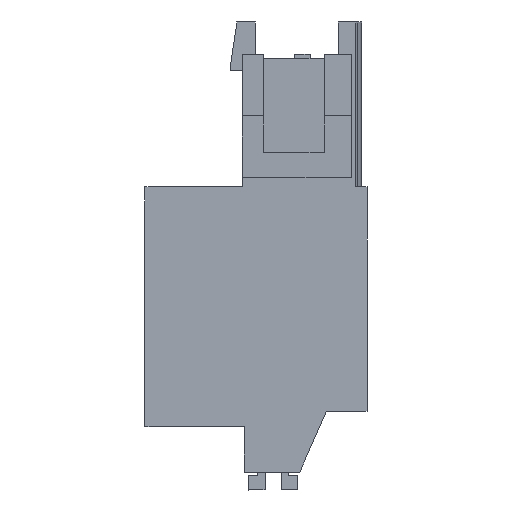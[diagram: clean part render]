
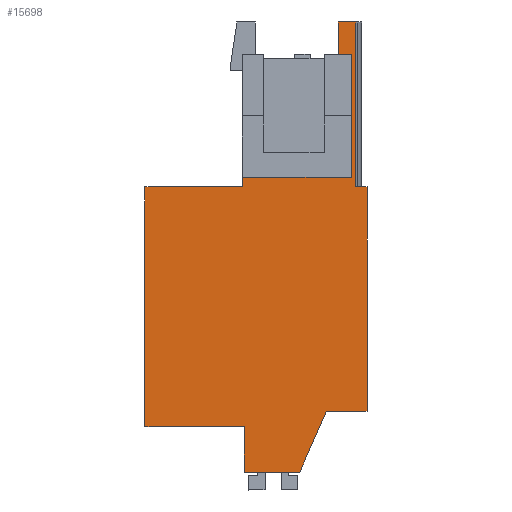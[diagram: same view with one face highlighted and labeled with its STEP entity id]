
A CAD part, left-side view. The second image highlights one B-rep face of the part: STEP entity #15698.
In plain terms, the highlighted planar face has unit normal (-1, 0, 0).
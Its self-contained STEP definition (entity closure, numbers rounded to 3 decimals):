
#15642=AXIS2_PLACEMENT_3D('Plane Axis2P3D',#15639,#15640,#15641) ;
#129=CARTESIAN_POINT('Vertex',(0.975,7.85,4.043)) ;
#323=CARTESIAN_POINT('Vertex',(0.975,7.85,1.143)) ;
#326=CARTESIAN_POINT('Line Origine',(0.975,7.85,2.593)) ;
#451=CARTESIAN_POINT('Vertex',(0.975,0.,5.043)) ;
#454=CARTESIAN_POINT('Line Origine',(0.975,1.3,5.043)) ;
#458=CARTESIAN_POINT('Vertex',(0.975,2.6,5.043)) ;
#1132=CARTESIAN_POINT('Vertex',(0.975,14.2,4.043)) ;
#1140=CARTESIAN_POINT('Line Origine',(0.975,11.025,4.043)) ;
#1983=CARTESIAN_POINT('Vertex',(0.975,0.,19.383)) ;
#1986=CARTESIAN_POINT('Line Origine',(0.975,0.,12.213)) ;
#2664=CARTESIAN_POINT('Vertex',(0.975,14.2,19.383)) ;
#2667=CARTESIAN_POINT('Line Origine',(0.975,14.2,11.713)) ;
#3481=CARTESIAN_POINT('Vertex',(0.975,7.968,19.383)) ;
#3484=CARTESIAN_POINT('Line Origine',(0.975,11.084,19.383)) ;
#3585=CARTESIAN_POINT('Line Origine',(0.975,7.968,19.96)) ;
#3589=CARTESIAN_POINT('Vertex',(0.975,7.968,20.538)) ;
#4110=CARTESIAN_POINT('Vertex',(0.975,1.848,29.933)) ;
#4113=CARTESIAN_POINT('Line Origine',(0.975,1.285,29.933)) ;
#4117=CARTESIAN_POINT('Vertex',(0.975,0.723,29.933)) ;
#4552=CARTESIAN_POINT('Vertex',(0.975,0.723,19.383)) ;
#4555=CARTESIAN_POINT('Line Origine',(0.975,0.361,19.383)) ;
#15613=CARTESIAN_POINT('Line Origine',(0.975,3.45,3.093)) ;
#15617=CARTESIAN_POINT('Vertex',(0.975,4.3,1.143)) ;
#15639=CARTESIAN_POINT('Axis2P3D Location',(0.975,6.8,19.383)) ;
#15644=CARTESIAN_POINT('Line Origine',(0.975,0.723,24.658)) ;
#15649=CARTESIAN_POINT('Line Origine',(0.975,1.848,28.63)) ;
#15653=CARTESIAN_POINT('Vertex',(0.975,1.848,27.328)) ;
#15656=CARTESIAN_POINT('Line Origine',(0.975,1.423,27.328)) ;
#15660=CARTESIAN_POINT('Vertex',(0.975,0.998,27.328)) ;
#15663=CARTESIAN_POINT('Line Origine',(0.975,0.998,23.933)) ;
#15667=CARTESIAN_POINT('Vertex',(0.975,0.998,20.538)) ;
#15670=CARTESIAN_POINT('Line Origine',(0.975,4.483,20.538)) ;
#15675=CARTESIAN_POINT('Line Origine',(0.975,6.075,1.143)) ;
#327=DIRECTION('Vector Direction',(0.,0.,-1.)) ;
#455=DIRECTION('Vector Direction',(0.,-1.,0.)) ;
#1141=DIRECTION('Vector Direction',(0.,-1.,0.)) ;
#1987=DIRECTION('Vector Direction',(0.,0.,1.)) ;
#2668=DIRECTION('Vector Direction',(0.,0.,-1.)) ;
#3485=DIRECTION('Vector Direction',(0.,1.,0.)) ;
#3586=DIRECTION('Vector Direction',(0.,0.,-1.)) ;
#4114=DIRECTION('Vector Direction',(0.,1.,0.)) ;
#4556=DIRECTION('Vector Direction',(0.,1.,0.)) ;
#15614=DIRECTION('Vector Direction',(0.,-0.4,0.917)) ;
#15640=DIRECTION('Axis2P3D Direction',(-1.,0.,0.)) ;
#15641=DIRECTION('Axis2P3D XDirection',(0.,1.,0.)) ;
#15645=DIRECTION('Vector Direction',(0.,0.,-1.)) ;
#15650=DIRECTION('Vector Direction',(0.,0.,1.)) ;
#15657=DIRECTION('Vector Direction',(0.,-1.,0.)) ;
#15664=DIRECTION('Vector Direction',(0.,0.,1.)) ;
#15671=DIRECTION('Vector Direction',(0.,1.,0.)) ;
#15676=DIRECTION('Vector Direction',(0.,-1.,0.)) ;
#328=VECTOR('Line Direction',#327,1.) ;
#456=VECTOR('Line Direction',#455,1.) ;
#1142=VECTOR('Line Direction',#1141,1.) ;
#1988=VECTOR('Line Direction',#1987,1.) ;
#2669=VECTOR('Line Direction',#2668,1.) ;
#3486=VECTOR('Line Direction',#3485,1.) ;
#3587=VECTOR('Line Direction',#3586,1.) ;
#4115=VECTOR('Line Direction',#4114,1.) ;
#4557=VECTOR('Line Direction',#4556,1.) ;
#15615=VECTOR('Line Direction',#15614,1.) ;
#15646=VECTOR('Line Direction',#15645,1.) ;
#15651=VECTOR('Line Direction',#15650,1.) ;
#15658=VECTOR('Line Direction',#15657,1.) ;
#15665=VECTOR('Line Direction',#15664,1.) ;
#15672=VECTOR('Line Direction',#15671,1.) ;
#15677=VECTOR('Line Direction',#15676,1.) ;
#15681=ORIENTED_EDGE('',*,*,#4559,.T.) ;
#15682=ORIENTED_EDGE('',*,*,#15648,.F.) ;
#15683=ORIENTED_EDGE('',*,*,#4119,.T.) ;
#15684=ORIENTED_EDGE('',*,*,#15655,.T.) ;
#15685=ORIENTED_EDGE('',*,*,#15662,.T.) ;
#15686=ORIENTED_EDGE('',*,*,#15669,.T.) ;
#15687=ORIENTED_EDGE('',*,*,#15674,.T.) ;
#15688=ORIENTED_EDGE('',*,*,#3591,.F.) ;
#15689=ORIENTED_EDGE('',*,*,#3488,.T.) ;
#15690=ORIENTED_EDGE('',*,*,#2671,.T.) ;
#15691=ORIENTED_EDGE('',*,*,#1144,.T.) ;
#15692=ORIENTED_EDGE('',*,*,#330,.T.) ;
#15693=ORIENTED_EDGE('',*,*,#15679,.T.) ;
#15694=ORIENTED_EDGE('',*,*,#15619,.T.) ;
#15695=ORIENTED_EDGE('',*,*,#460,.T.) ;
#15696=ORIENTED_EDGE('',*,*,#1990,.T.) ;
#15698=ADVANCED_FACE('HOUSING',(#15697),#15643,.T.) ;
#330=EDGE_CURVE('',#130,#324,#329,.T.) ;
#460=EDGE_CURVE('',#459,#452,#457,.T.) ;
#1144=EDGE_CURVE('',#1133,#130,#1143,.T.) ;
#1990=EDGE_CURVE('',#452,#1984,#1989,.T.) ;
#2671=EDGE_CURVE('',#2665,#1133,#2670,.T.) ;
#3488=EDGE_CURVE('',#3482,#2665,#3487,.T.) ;
#3591=EDGE_CURVE('',#3482,#3590,#3588,.F.) ;
#4119=EDGE_CURVE('',#4118,#4111,#4116,.T.) ;
#4559=EDGE_CURVE('',#1984,#4553,#4558,.T.) ;
#15619=EDGE_CURVE('',#15618,#459,#15616,.T.) ;
#15648=EDGE_CURVE('',#4118,#4553,#15647,.T.) ;
#15655=EDGE_CURVE('',#4111,#15654,#15652,.F.) ;
#15662=EDGE_CURVE('',#15654,#15661,#15659,.T.) ;
#15669=EDGE_CURVE('',#15661,#15668,#15666,.F.) ;
#15674=EDGE_CURVE('',#15668,#3590,#15673,.T.) ;
#15679=EDGE_CURVE('',#324,#15618,#15678,.T.) ;
#15680=EDGE_LOOP('',(#15681,#15682,#15683,#15684,#15685,#15686,#15687,#15688,#15689,#15690,#15691,#15692,#15693,#15694,#15695,#15696)) ;
#15697=FACE_OUTER_BOUND('',#15680,.T.) ;
#329=LINE('Line',#326,#328) ;
#457=LINE('Line',#454,#456) ;
#1143=LINE('Line',#1140,#1142) ;
#1989=LINE('Line',#1986,#1988) ;
#2670=LINE('Line',#2667,#2669) ;
#3487=LINE('Line',#3484,#3486) ;
#3588=LINE('Line',#3585,#3587) ;
#4116=LINE('Line',#4113,#4115) ;
#4558=LINE('Line',#4555,#4557) ;
#15616=LINE('Line',#15613,#15615) ;
#15647=LINE('Line',#15644,#15646) ;
#15652=LINE('Line',#15649,#15651) ;
#15659=LINE('Line',#15656,#15658) ;
#15666=LINE('Line',#15663,#15665) ;
#15673=LINE('Line',#15670,#15672) ;
#15678=LINE('Line',#15675,#15677) ;
#15643=PLANE('',#15642) ;
#130=VERTEX_POINT('',#129) ;
#324=VERTEX_POINT('',#323) ;
#452=VERTEX_POINT('',#451) ;
#459=VERTEX_POINT('',#458) ;
#1133=VERTEX_POINT('',#1132) ;
#1984=VERTEX_POINT('',#1983) ;
#2665=VERTEX_POINT('',#2664) ;
#3482=VERTEX_POINT('',#3481) ;
#3590=VERTEX_POINT('',#3589) ;
#4111=VERTEX_POINT('',#4110) ;
#4118=VERTEX_POINT('',#4117) ;
#4553=VERTEX_POINT('',#4552) ;
#15618=VERTEX_POINT('',#15617) ;
#15654=VERTEX_POINT('',#15653) ;
#15661=VERTEX_POINT('',#15660) ;
#15668=VERTEX_POINT('',#15667) ;
